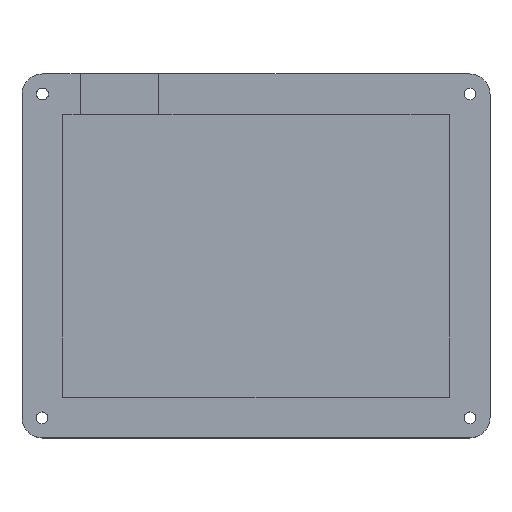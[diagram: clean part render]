
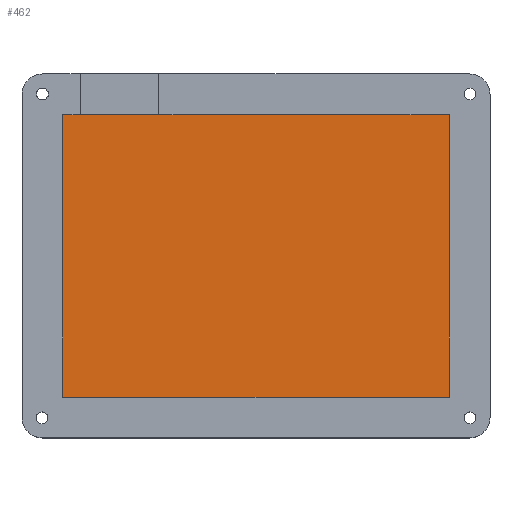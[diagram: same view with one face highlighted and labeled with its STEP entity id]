
A CAD part, top view. The second image highlights one B-rep face of the part: STEP entity #462.
In plain terms, the highlighted planar face has unit normal (0, 0, 1).
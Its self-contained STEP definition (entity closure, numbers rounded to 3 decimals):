
#36=PLANE('',#503);
#59=FACE_OUTER_BOUND('',#86,.T.);
#86=EDGE_LOOP('',(#417,#418,#419,#420));
#127=LINE('',#730,#174);
#130=LINE('',#735,#177);
#133=LINE('',#740,#180);
#134=LINE('',#742,#181);
#174=VECTOR('',#594,10.);
#177=VECTOR('',#599,10.);
#180=VECTOR('',#604,10.);
#181=VECTOR('',#607,10.);
#236=VERTEX_POINT('',#728);
#237=VERTEX_POINT('',#729);
#238=VERTEX_POINT('',#734);
#239=VERTEX_POINT('',#738);
#291=EDGE_CURVE('',#236,#237,#127,.T.);
#294=EDGE_CURVE('',#238,#236,#130,.T.);
#297=EDGE_CURVE('',#237,#239,#133,.T.);
#298=EDGE_CURVE('',#239,#238,#134,.T.);
#417=ORIENTED_EDGE('',*,*,#294,.T.);
#418=ORIENTED_EDGE('',*,*,#291,.T.);
#419=ORIENTED_EDGE('',*,*,#297,.T.);
#420=ORIENTED_EDGE('',*,*,#298,.T.);
#462=ADVANCED_FACE('',(#59),#36,.T.);
#503=AXIS2_PLACEMENT_3D('',#759,#628,#629);
#594=DIRECTION('',(0.,1.,0.));
#599=DIRECTION('',(1.,0.,0.));
#604=DIRECTION('',(-1.,0.,0.));
#607=DIRECTION('',(0.,-1.,0.));
#628=DIRECTION('center_axis',(0.,0.,1.));
#629=DIRECTION('ref_axis',(1.,0.,0.));
#728=CARTESIAN_POINT('',(94.52,0.,4.));
#729=CARTESIAN_POINT('',(94.52,69.06,4.));
#730=CARTESIAN_POINT('',(94.52,51.795,4.));
#734=CARTESIAN_POINT('',(0.,0.,4.));
#735=CARTESIAN_POINT('',(70.89,0.,4.));
#738=CARTESIAN_POINT('',(0.,69.06,4.));
#740=CARTESIAN_POINT('',(23.63,69.06,4.));
#742=CARTESIAN_POINT('',(0.,17.265,4.));
#759=CARTESIAN_POINT('Origin',(47.26,34.53,4.));
